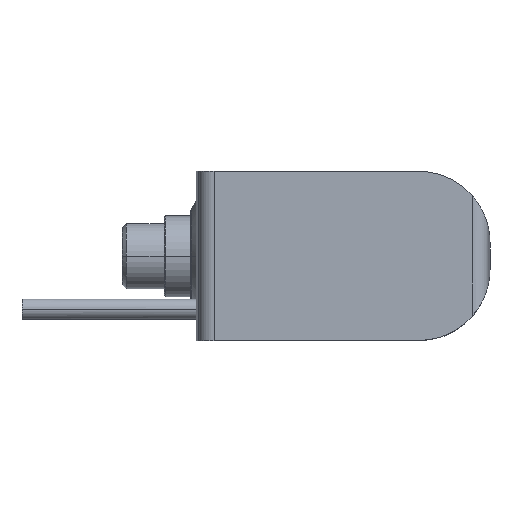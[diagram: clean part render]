
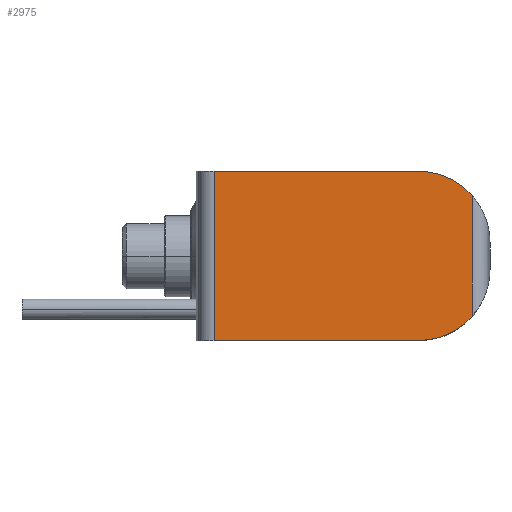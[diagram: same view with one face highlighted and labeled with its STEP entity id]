
A CAD part, top view. The second image highlights one B-rep face of the part: STEP entity #2975.
In plain terms, the highlighted planar face has unit normal (0, 0, 1).
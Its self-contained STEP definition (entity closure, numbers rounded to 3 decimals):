
#226=CIRCLE('',#3221,23.);
#229=CIRCLE('',#3227,23.);
#411=FACE_OUTER_BOUND('',#604,.T.);
#604=EDGE_LOOP('',(#2122,#2123,#2124,#2125,#2126,#2127));
#780=LINE('',#4591,#912);
#789=LINE('',#4611,#921);
#790=LINE('',#4614,#922);
#791=LINE('',#4615,#923);
#912=VECTOR('',#3695,304.8);
#921=VECTOR('',#3714,304.8);
#922=VECTOR('',#3719,304.8);
#923=VECTOR('',#3720,304.8);
#1217=VERTEX_POINT('',#4527);
#1219=VERTEX_POINT('',#4530);
#1223=VERTEX_POINT('',#4560);
#1226=VERTEX_POINT('',#4566);
#1231=VERTEX_POINT('',#4608);
#1232=VERTEX_POINT('',#4610);
#1544=EDGE_CURVE('',#1219,#1217,#226,.T.);
#1552=EDGE_CURVE('',#1223,#1226,#229,.T.);
#1553=EDGE_CURVE('',#1226,#1219,#780,.T.);
#1563=EDGE_CURVE('',#1232,#1231,#789,.T.);
#1565=EDGE_CURVE('',#1223,#1231,#790,.T.);
#1566=EDGE_CURVE('',#1232,#1217,#791,.T.);
#2122=ORIENTED_EDGE('',*,*,#1563,.T.);
#2123=ORIENTED_EDGE('',*,*,#1565,.F.);
#2124=ORIENTED_EDGE('',*,*,#1552,.T.);
#2125=ORIENTED_EDGE('',*,*,#1553,.T.);
#2126=ORIENTED_EDGE('',*,*,#1544,.T.);
#2127=ORIENTED_EDGE('',*,*,#1566,.F.);
#2889=PLANE('',#3235);
#2975=ADVANCED_FACE('',(#411),#2889,.T.);
#3221=AXIS2_PLACEMENT_3D('',#4531,#3678,#3679);
#3227=AXIS2_PLACEMENT_3D('',#4589,#3691,#3692);
#3235=AXIS2_PLACEMENT_3D('',#4613,#3717,#3718);
#3678=DIRECTION('center_axis',(0.,0.,1.));
#3679=DIRECTION('ref_axis',(1.,0.,0.));
#3691=DIRECTION('center_axis',(0.,0.,1.));
#3692=DIRECTION('ref_axis',(1.,0.,0.));
#3695=DIRECTION('',(0.,1.,0.));
#3714=DIRECTION('',(0.,-1.,0.));
#3717=DIRECTION('center_axis',(0.,0.,1.));
#3718=DIRECTION('ref_axis',(0.,1.,0.));
#3719=DIRECTION('',(-1.,0.,0.));
#3720=DIRECTION('',(1.,0.,0.));
#4527=CARTESIAN_POINT('',(36.8,27.25,87.5));
#4530=CARTESIAN_POINT('',(54.11,19.395,87.5));
#4531=CARTESIAN_POINT('Origin',(36.8,4.25,87.5));
#4560=CARTESIAN_POINT('',(36.8,-27.25,87.5));
#4566=CARTESIAN_POINT('',(54.11,-19.395,87.5));
#4589=CARTESIAN_POINT('Origin',(36.8,-4.25,87.5));
#4591=CARTESIAN_POINT('',(54.11,-19.395,87.5));
#4608=CARTESIAN_POINT('',(-29.01,-27.25,87.5));
#4610=CARTESIAN_POINT('',(-29.01,27.25,87.5));
#4611=CARTESIAN_POINT('',(-29.01,27.25,87.5));
#4613=CARTESIAN_POINT('Origin',(54.11,-27.25,87.5));
#4614=CARTESIAN_POINT('',(32.55,-27.25,87.5));
#4615=CARTESIAN_POINT('',(32.55,27.25,87.5));
